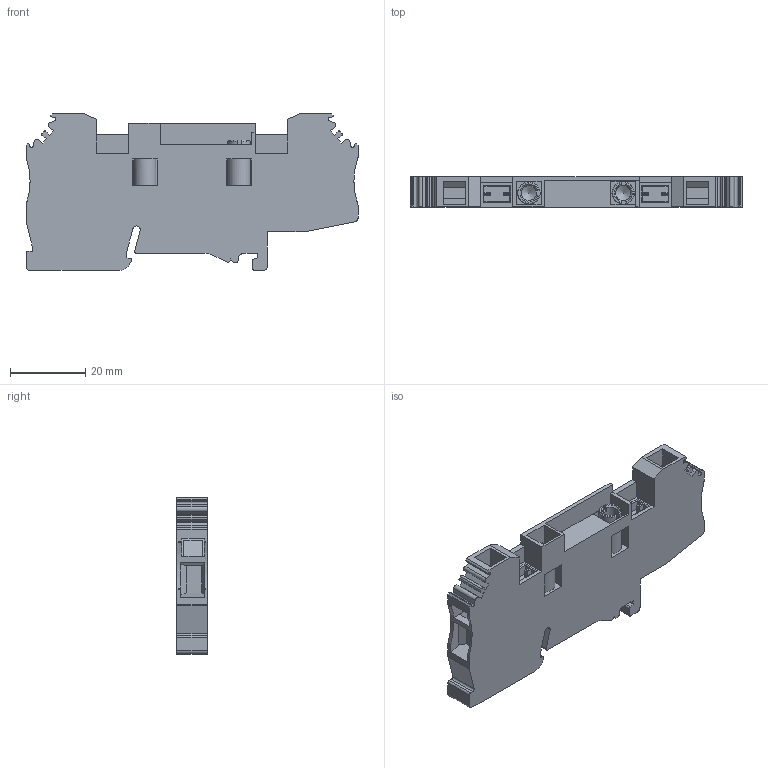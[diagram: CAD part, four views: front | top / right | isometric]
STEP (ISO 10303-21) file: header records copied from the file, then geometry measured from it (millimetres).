
FILE_DESCRIPTION(/* description */ ('Unknown'),/* implementation_level */ '2;1');
FILE_NAME(/* name */ 'DSCT6_3D_SOLID',/* time_stamp */ '2024-12-09T15:10:46+06:00',/* author */ ('Unknown'),/* organization */ ('Unknown'),/* preprocessor_version */ 'ST-DEVELOPER v16.7',/* originating_system */ 'Solid Edge',/* authorisation */ 'Unknown');
FILE_SCHEMA (('AUTOMOTIVE_DESIGN {1 0 10303 214 3 1 1}'));
Length unit declared in the file: millimetre
Products named in the file (1): DSCT6_3D_SOLID
Bounding box: 88 x 8 x 41.5 mm (x, y, z)
Volume: 19756.5 mm3; surface area: 10818.1 mm2
Topology: 1 solids, 1 shells, 265 faces, 758 edges, 496 vertices
Faces by surface type: plane 206, cylinder 49, cone 10
Full cylindrical faces by diameter (mm): 4 x2, 6 x2
Entity records: 10354 total; most frequent: CARTESIAN_POINT 1546, ORIENTED_EDGE 1484, DIRECTION 1384, EDGE_CURVE 742, LINE 600, VECTOR 600, VERTEX_POINT 490, AXIS2_PLACEMENT_3D 392
